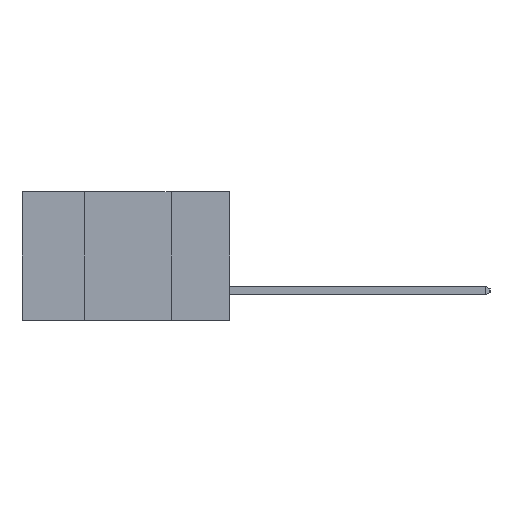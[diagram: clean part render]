
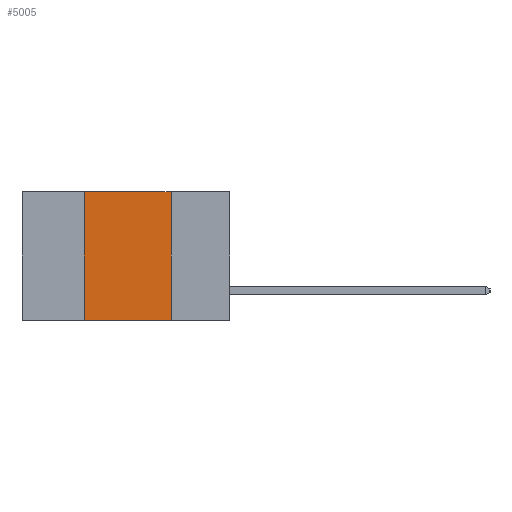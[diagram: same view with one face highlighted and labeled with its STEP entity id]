
A CAD part, left-side view. The second image highlights one B-rep face of the part: STEP entity #5005.
In plain terms, the highlighted planar face has unit normal (-1, 0, 0).
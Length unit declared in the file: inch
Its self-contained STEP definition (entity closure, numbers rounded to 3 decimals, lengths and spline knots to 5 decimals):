
#291 = CARTESIAN_POINT ( 'NONE',  ( 0., 0.17, 0. ) ) ;
#1232 = DIRECTION ( 'NONE',  ( 0., 0., -1. ) ) ;
#1747 = CARTESIAN_POINT ( 'NONE',  ( 0., 0.17, 0. ) ) ;
#2117 = VECTOR ( 'NONE', #2166, 39.37008 ) ;
#2166 = DIRECTION ( 'NONE',  ( 0., -1., 0. ) ) ;
#3132 = ORIENTED_EDGE ( 'NONE', *, *, #15385, .F. ) ;
#3212 = ORIENTED_EDGE ( 'NONE', *, *, #12884, .F. ) ;
#3234 = ORIENTED_EDGE ( 'NONE', *, *, #14587, .F. ) ;
#3269 = ORIENTED_EDGE ( 'NONE', *, *, #10683, .T. ) ;
#4162 = VERTEX_POINT ( 'NONE', #10702 ) ;
#4358 = VECTOR ( 'NONE', #12966, 39.37008 ) ;
#5005 = ADVANCED_FACE ( 'NONE', ( #11706 ), #15986, .F. ) ;
#5085 = CARTESIAN_POINT ( 'NONE',  ( 0., 0.6, 0. ) ) ;
#5193 = LINE ( 'NONE', #6742, #11756 ) ;
#5287 = VERTEX_POINT ( 'NONE', #11771 ) ;
#6742 = CARTESIAN_POINT ( 'NONE',  ( 0., 0.42, 0. ) ) ;
#8579 = LINE ( 'NONE', #14255, #11325 ) ;
#8701 = CARTESIAN_POINT ( 'NONE',  ( 0., 0.6, 0. ) ) ;
#9026 = DIRECTION ( 'NONE',  ( 1., 0., 0. ) ) ;
#10683 = EDGE_CURVE ( 'NONE', #4162, #15822, #8579, .T. ) ;
#10702 = CARTESIAN_POINT ( 'NONE',  ( 0., 0.42, -0.37 ) ) ;
#10998 = LINE ( 'NONE', #1747, #4358 ) ;
#11325 = VECTOR ( 'NONE', #15439, 39.37008 ) ;
#11620 = DIRECTION ( 'NONE',  ( 0., 0., 1. ) ) ;
#11706 = FACE_OUTER_BOUND ( 'NONE', #12585, .T. ) ;
#11756 = VECTOR ( 'NONE', #11620, 39.37008 ) ;
#11771 = CARTESIAN_POINT ( 'NONE',  ( 0., 0.42, 0. ) ) ;
#12163 = LINE ( 'NONE', #8701, #2117 ) ;
#12585 = EDGE_LOOP ( 'NONE', ( #3132, #3212, #3234, #3269 ) ) ;
#12884 = EDGE_CURVE ( 'NONE', #5287, #14612, #12163, .T. ) ;
#12966 = DIRECTION ( 'NONE',  ( 0., 0., -1. ) ) ;
#14126 = AXIS2_PLACEMENT_3D ( 'NONE', #5085, #9026, #1232 ) ;
#14184 = CARTESIAN_POINT ( 'NONE',  ( 0., 0.17, -0.37 ) ) ;
#14255 = CARTESIAN_POINT ( 'NONE',  ( 0., 0.6, -0.37 ) ) ;
#14587 = EDGE_CURVE ( 'NONE', #4162, #5287, #5193, .T. ) ;
#14612 = VERTEX_POINT ( 'NONE', #291 ) ;
#15385 = EDGE_CURVE ( 'NONE', #14612, #15822, #10998, .T. ) ;
#15439 = DIRECTION ( 'NONE',  ( 0., -1., 0. ) ) ;
#15822 = VERTEX_POINT ( 'NONE', #14184 ) ;
#15986 = PLANE ( 'NONE',  #14126 ) ;
